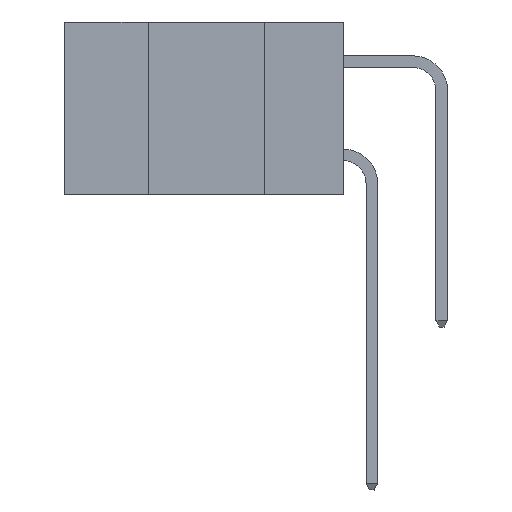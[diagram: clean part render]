
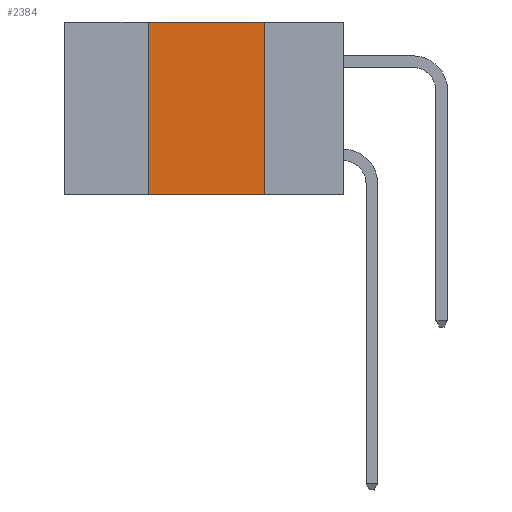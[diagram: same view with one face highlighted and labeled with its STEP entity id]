
A CAD part, left-side view. The second image highlights one B-rep face of the part: STEP entity #2384.
In plain terms, the highlighted planar face has unit normal (-1, 0, 0).
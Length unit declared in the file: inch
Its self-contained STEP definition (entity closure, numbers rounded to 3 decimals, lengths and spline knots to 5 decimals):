
#491 = ORIENTED_EDGE ( 'NONE', *, *, #5427, .F. ) ;
#618 = LINE ( 'NONE', #5304, #6580 ) ;
#692 = DIRECTION ( 'NONE',  ( 0., -1., 0. ) ) ;
#784 = LINE ( 'NONE', #2896, #10807 ) ;
#938 = DIRECTION ( 'NONE',  ( 0., 0., -1. ) ) ;
#1792 = VERTEX_POINT ( 'NONE', #13366 ) ;
#2384 = ADVANCED_FACE ( 'NONE', ( #11310 ), #3331, .F. ) ;
#2663 = EDGE_CURVE ( 'NONE', #2829, #14036, #618, .T. ) ;
#2768 = LINE ( 'NONE', #4908, #11949 ) ;
#2829 = VERTEX_POINT ( 'NONE', #3376 ) ;
#2896 = CARTESIAN_POINT ( 'NONE',  ( 0., 0.42, -0.37 ) ) ;
#3331 = PLANE ( 'NONE',  #7539 ) ;
#3376 = CARTESIAN_POINT ( 'NONE',  ( 0., 0.42, -0.37 ) ) ;
#4515 = EDGE_LOOP ( 'NONE', ( #491, #9385, #6562, #7298 ) ) ;
#4908 = CARTESIAN_POINT ( 'NONE',  ( 0., 0.6, 0. ) ) ;
#5198 = DIRECTION ( 'NONE',  ( 0., 0., 1. ) ) ;
#5226 = CARTESIAN_POINT ( 'NONE',  ( 0., 0.42, 0. ) ) ;
#5304 = CARTESIAN_POINT ( 'NONE',  ( 0., 0.6, -0.37 ) ) ;
#5427 = EDGE_CURVE ( 'NONE', #1792, #14036, #5698, .T. ) ;
#5621 = CARTESIAN_POINT ( 'NONE',  ( 0., 0.17, -0.37 ) ) ;
#5698 = LINE ( 'NONE', #5621, #14166 ) ;
#5762 = DIRECTION ( 'NONE',  ( 1., 0., 0. ) ) ;
#6562 = ORIENTED_EDGE ( 'NONE', *, *, #9519, .F. ) ;
#6580 = VECTOR ( 'NONE', #692, 39.37008 ) ;
#7298 = ORIENTED_EDGE ( 'NONE', *, *, #2663, .T. ) ;
#7539 = AXIS2_PLACEMENT_3D ( 'NONE', #10394, #5762, #10183 ) ;
#7668 = EDGE_CURVE ( 'NONE', #8586, #1792, #2768, .T. ) ;
#8586 = VERTEX_POINT ( 'NONE', #5226 ) ;
#9385 = ORIENTED_EDGE ( 'NONE', *, *, #7668, .F. ) ;
#9514 = CARTESIAN_POINT ( 'NONE',  ( 0., 0.17, -0.37 ) ) ;
#9519 = EDGE_CURVE ( 'NONE', #2829, #8586, #784, .T. ) ;
#10183 = DIRECTION ( 'NONE',  ( 0., 0., -1. ) ) ;
#10394 = CARTESIAN_POINT ( 'NONE',  ( 0., 0.6, 0. ) ) ;
#10807 = VECTOR ( 'NONE', #5198, 39.37008 ) ;
#11310 = FACE_OUTER_BOUND ( 'NONE', #4515, .T. ) ;
#11717 = DIRECTION ( 'NONE',  ( 0., -1., 0. ) ) ;
#11949 = VECTOR ( 'NONE', #11717, 39.37008 ) ;
#13366 = CARTESIAN_POINT ( 'NONE',  ( 0., 0.17, 0. ) ) ;
#14036 = VERTEX_POINT ( 'NONE', #9514 ) ;
#14166 = VECTOR ( 'NONE', #938, 39.37008 ) ;
